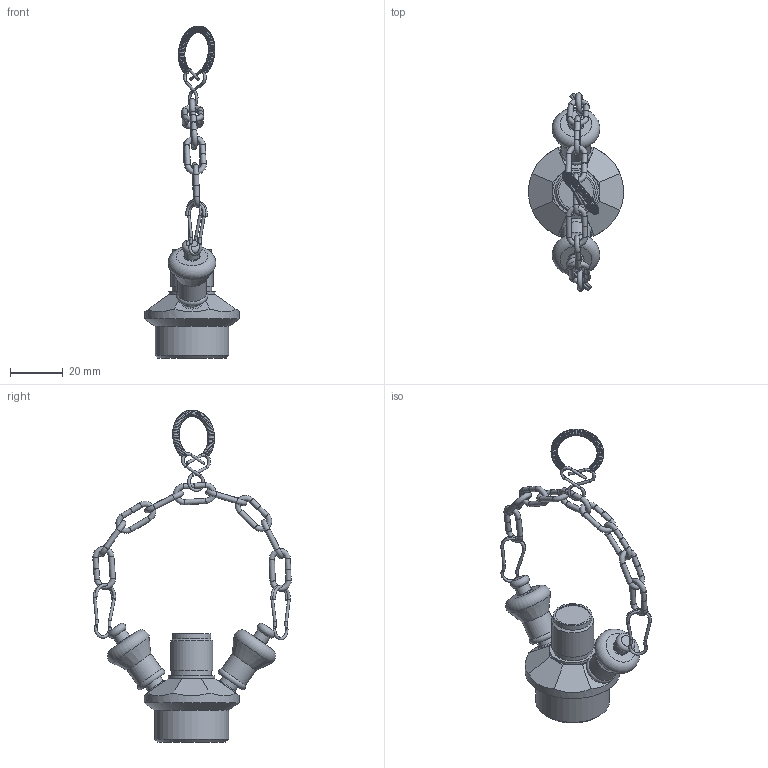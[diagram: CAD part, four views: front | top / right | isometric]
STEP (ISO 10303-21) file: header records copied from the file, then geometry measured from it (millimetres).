
FILE_DESCRIPTION((''),'2;1');
FILE_NAME('400001.stp','2008-07-04T13:34:26',('mbm'),(''),'Autodesk Inventor 2008','Autodesk Inventor 2008','');
FILE_SCHEMA(('AUTOMOTIVE_DESIGN { 1 0 10303 214 1 1 1 1 }'));
Length unit declared in the file: millimetre
Products named in the file (1): Part4
Bounding box: 36 x 75.08 x 125.7 mm (x, y, z)
Volume: 26976.3 mm3; surface area: 10333.2 mm2
Topology: 91 solids, 91 shells, 312 faces, 640 edges, 372 vertices
Faces by surface type: bspline 113, plane 88, cylinder 70, torus 36, cone 5
Full cylindrical faces by diameter (mm): 0.5 x2, 2 x27, 2.003 x9, 5.6 x2, 7 x2, 11 x2, 13.2 x1, 14.5 x1, 15 x1, 16 x1, 17.6 x1, 28 x1, 36 x1
Entity records: 24278 total; most frequent: CARTESIAN_POINT 17841, ORIENTED_EDGE 1064, DIRECTION 1010, EDGE_CURVE 532, AXIS2_PLACEMENT_3D 478, EDGE_LOOP 447, STYLED_ITEM 401, VERTEX_POINT 359
